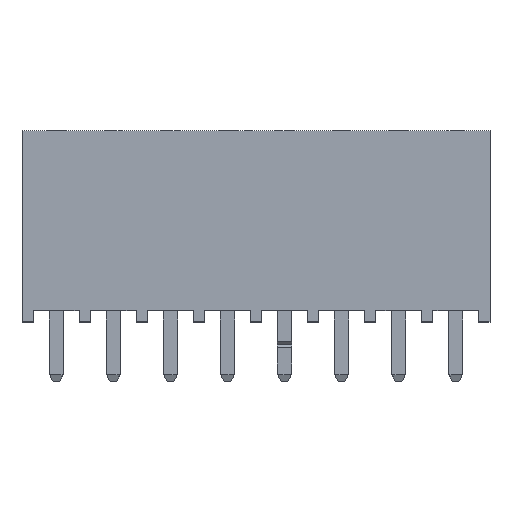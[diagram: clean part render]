
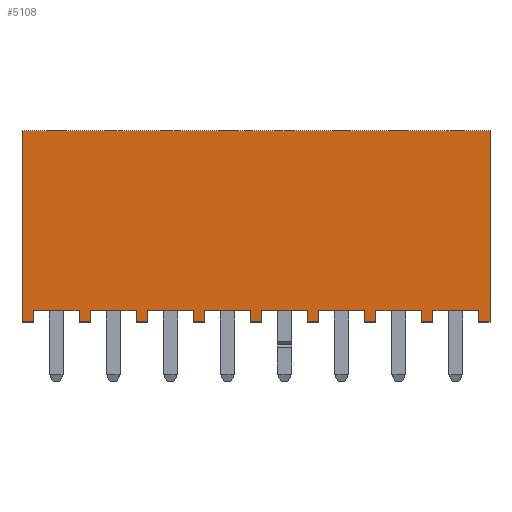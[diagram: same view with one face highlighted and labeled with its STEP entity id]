
A CAD part, top view. The second image highlights one B-rep face of the part: STEP entity #5108.
In plain terms, the highlighted planar face has unit normal (0, 0, 1).
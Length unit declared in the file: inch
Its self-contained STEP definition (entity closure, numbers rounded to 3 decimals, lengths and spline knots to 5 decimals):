
#67=ORIENTED_EDGE('',*,*,#1543,.F.);
#68=ORIENTED_EDGE('',*,*,#1544,.T.);
#69=ORIENTED_EDGE('',*,*,#1545,.F.);
#70=ORIENTED_EDGE('',*,*,#1546,.F.);
#71=ORIENTED_EDGE('',*,*,#1547,.T.);
#72=ORIENTED_EDGE('',*,*,#1548,.T.);
#73=ORIENTED_EDGE('',*,*,#1549,.F.);
#74=ORIENTED_EDGE('',*,*,#1550,.F.);
#75=ORIENTED_EDGE('',*,*,#1551,.F.);
#76=ORIENTED_EDGE('',*,*,#1552,.T.);
#77=ORIENTED_EDGE('',*,*,#1553,.F.);
#78=ORIENTED_EDGE('',*,*,#1554,.F.);
#79=ORIENTED_EDGE('',*,*,#1555,.F.);
#80=ORIENTED_EDGE('',*,*,#1556,.T.);
#81=ORIENTED_EDGE('',*,*,#1557,.F.);
#82=ORIENTED_EDGE('',*,*,#1558,.F.);
#83=ORIENTED_EDGE('',*,*,#1559,.F.);
#84=ORIENTED_EDGE('',*,*,#1560,.T.);
#85=ORIENTED_EDGE('',*,*,#1561,.F.);
#86=ORIENTED_EDGE('',*,*,#1562,.F.);
#87=ORIENTED_EDGE('',*,*,#1563,.F.);
#88=ORIENTED_EDGE('',*,*,#1564,.T.);
#89=ORIENTED_EDGE('',*,*,#1565,.F.);
#90=ORIENTED_EDGE('',*,*,#1566,.F.);
#91=ORIENTED_EDGE('',*,*,#1567,.F.);
#92=ORIENTED_EDGE('',*,*,#1568,.T.);
#93=ORIENTED_EDGE('',*,*,#1569,.F.);
#94=ORIENTED_EDGE('',*,*,#1570,.F.);
#95=ORIENTED_EDGE('',*,*,#1571,.F.);
#96=ORIENTED_EDGE('',*,*,#1572,.T.);
#97=ORIENTED_EDGE('',*,*,#1573,.F.);
#98=ORIENTED_EDGE('',*,*,#1574,.F.);
#99=ORIENTED_EDGE('',*,*,#1575,.F.);
#100=ORIENTED_EDGE('',*,*,#1576,.T.);
#101=ORIENTED_EDGE('',*,*,#1577,.F.);
#102=ORIENTED_EDGE('',*,*,#1578,.F.);
#1543=EDGE_CURVE('',#2281,#2282,#2773,.T.);
#1544=EDGE_CURVE('',#2281,#2283,#2774,.T.);
#1545=EDGE_CURVE('',#2284,#2283,#2775,.T.);
#1546=EDGE_CURVE('',#2285,#2284,#2776,.T.);
#1547=EDGE_CURVE('',#2285,#2286,#2777,.T.);
#1548=EDGE_CURVE('',#2286,#2287,#2778,.T.);
#1549=EDGE_CURVE('',#2288,#2287,#2779,.T.);
#1550=EDGE_CURVE('',#2289,#2288,#2780,.T.);
#1551=EDGE_CURVE('',#2290,#2289,#2781,.T.);
#1552=EDGE_CURVE('',#2290,#2291,#2782,.T.);
#1553=EDGE_CURVE('',#2292,#2291,#2783,.T.);
#1554=EDGE_CURVE('',#2293,#2292,#2784,.T.);
#1555=EDGE_CURVE('',#2294,#2293,#2785,.T.);
#1556=EDGE_CURVE('',#2294,#2295,#2786,.T.);
#1557=EDGE_CURVE('',#2296,#2295,#2787,.T.);
#1558=EDGE_CURVE('',#2297,#2296,#2788,.T.);
#1559=EDGE_CURVE('',#2298,#2297,#2789,.T.);
#1560=EDGE_CURVE('',#2298,#2299,#2790,.T.);
#1561=EDGE_CURVE('',#2300,#2299,#2791,.T.);
#1562=EDGE_CURVE('',#2301,#2300,#2792,.T.);
#1563=EDGE_CURVE('',#2302,#2301,#2793,.T.);
#1564=EDGE_CURVE('',#2302,#2303,#2794,.T.);
#1565=EDGE_CURVE('',#2304,#2303,#2795,.T.);
#1566=EDGE_CURVE('',#2305,#2304,#2796,.T.);
#1567=EDGE_CURVE('',#2306,#2305,#2797,.T.);
#1568=EDGE_CURVE('',#2306,#2307,#2798,.T.);
#1569=EDGE_CURVE('',#2308,#2307,#2799,.T.);
#1570=EDGE_CURVE('',#2309,#2308,#2800,.T.);
#1571=EDGE_CURVE('',#2310,#2309,#2801,.T.);
#1572=EDGE_CURVE('',#2310,#2311,#2802,.T.);
#1573=EDGE_CURVE('',#2312,#2311,#2803,.T.);
#1574=EDGE_CURVE('',#2313,#2312,#2804,.T.);
#1575=EDGE_CURVE('',#2314,#2313,#2805,.T.);
#1576=EDGE_CURVE('',#2314,#2315,#2806,.T.);
#1577=EDGE_CURVE('',#2316,#2315,#2807,.T.);
#1578=EDGE_CURVE('',#2282,#2316,#2808,.T.);
#2281=VERTEX_POINT('',#7019);
#2282=VERTEX_POINT('',#7020);
#2283=VERTEX_POINT('',#7022);
#2284=VERTEX_POINT('',#7024);
#2285=VERTEX_POINT('',#7026);
#2286=VERTEX_POINT('',#7028);
#2287=VERTEX_POINT('',#7030);
#2288=VERTEX_POINT('',#7032);
#2289=VERTEX_POINT('',#7034);
#2290=VERTEX_POINT('',#7036);
#2291=VERTEX_POINT('',#7038);
#2292=VERTEX_POINT('',#7040);
#2293=VERTEX_POINT('',#7042);
#2294=VERTEX_POINT('',#7044);
#2295=VERTEX_POINT('',#7046);
#2296=VERTEX_POINT('',#7048);
#2297=VERTEX_POINT('',#7050);
#2298=VERTEX_POINT('',#7052);
#2299=VERTEX_POINT('',#7054);
#2300=VERTEX_POINT('',#7056);
#2301=VERTEX_POINT('',#7058);
#2302=VERTEX_POINT('',#7060);
#2303=VERTEX_POINT('',#7062);
#2304=VERTEX_POINT('',#7064);
#2305=VERTEX_POINT('',#7066);
#2306=VERTEX_POINT('',#7068);
#2307=VERTEX_POINT('',#7070);
#2308=VERTEX_POINT('',#7072);
#2309=VERTEX_POINT('',#7074);
#2310=VERTEX_POINT('',#7076);
#2311=VERTEX_POINT('',#7078);
#2312=VERTEX_POINT('',#7080);
#2313=VERTEX_POINT('',#7082);
#2314=VERTEX_POINT('',#7084);
#2315=VERTEX_POINT('',#7086);
#2316=VERTEX_POINT('',#7088);
#2773=LINE('',#7018,#3511);
#2774=LINE('',#7021,#3512);
#2775=LINE('',#7023,#3513);
#2776=LINE('',#7025,#3514);
#2777=LINE('',#7027,#3515);
#2778=LINE('',#7029,#3516);
#2779=LINE('',#7031,#3517);
#2780=LINE('',#7033,#3518);
#2781=LINE('',#7035,#3519);
#2782=LINE('',#7037,#3520);
#2783=LINE('',#7039,#3521);
#2784=LINE('',#7041,#3522);
#2785=LINE('',#7043,#3523);
#2786=LINE('',#7045,#3524);
#2787=LINE('',#7047,#3525);
#2788=LINE('',#7049,#3526);
#2789=LINE('',#7051,#3527);
#2790=LINE('',#7053,#3528);
#2791=LINE('',#7055,#3529);
#2792=LINE('',#7057,#3530);
#2793=LINE('',#7059,#3531);
#2794=LINE('',#7061,#3532);
#2795=LINE('',#7063,#3533);
#2796=LINE('',#7065,#3534);
#2797=LINE('',#7067,#3535);
#2798=LINE('',#7069,#3536);
#2799=LINE('',#7071,#3537);
#2800=LINE('',#7073,#3538);
#2801=LINE('',#7075,#3539);
#2802=LINE('',#7077,#3540);
#2803=LINE('',#7079,#3541);
#2804=LINE('',#7081,#3542);
#2805=LINE('',#7083,#3543);
#2806=LINE('',#7085,#3544);
#2807=LINE('',#7087,#3545);
#2808=LINE('',#7089,#3546);
#3511=VECTOR('',#5709,39.37008);
#3512=VECTOR('',#5710,39.37008);
#3513=VECTOR('',#5711,39.37008);
#3514=VECTOR('',#5712,39.37008);
#3515=VECTOR('',#5713,39.37008);
#3516=VECTOR('',#5714,39.37008);
#3517=VECTOR('',#5715,39.37008);
#3518=VECTOR('',#5716,39.37008);
#3519=VECTOR('',#5717,39.37008);
#3520=VECTOR('',#5718,39.37008);
#3521=VECTOR('',#5719,39.37008);
#3522=VECTOR('',#5720,39.37008);
#3523=VECTOR('',#5721,39.37008);
#3524=VECTOR('',#5722,39.37008);
#3525=VECTOR('',#5723,39.37008);
#3526=VECTOR('',#5724,39.37008);
#3527=VECTOR('',#5725,39.37008);
#3528=VECTOR('',#5726,39.37008);
#3529=VECTOR('',#5727,39.37008);
#3530=VECTOR('',#5728,39.37008);
#3531=VECTOR('',#5729,39.37008);
#3532=VECTOR('',#5730,39.37008);
#3533=VECTOR('',#5731,39.37008);
#3534=VECTOR('',#5732,39.37008);
#3535=VECTOR('',#5733,39.37008);
#3536=VECTOR('',#5734,39.37008);
#3537=VECTOR('',#5735,39.37008);
#3538=VECTOR('',#5736,39.37008);
#3539=VECTOR('',#5737,39.37008);
#3540=VECTOR('',#5738,39.37008);
#3541=VECTOR('',#5739,39.37008);
#3542=VECTOR('',#5740,39.37008);
#3543=VECTOR('',#5741,39.37008);
#3544=VECTOR('',#5742,39.37008);
#3545=VECTOR('',#5743,39.37008);
#3546=VECTOR('',#5744,39.37008);
#4214=EDGE_LOOP('',(#67,#68,#69,#70,#71,#72,#73,#74,#75,#76,#77,#78,#79,
#80,#81,#82,#83,#84,#85,#86,#87,#88,#89,#90,#91,#92,#93,#94,#95,#96,#97,
#98,#99,#100,#101,#102));
#4528=FACE_BOUND('',#4214,.T.);
#4842=PLANE('',#5400);
#5108=ADVANCED_FACE('',(#4528),#4842,.F.);
#5400=AXIS2_PLACEMENT_3D('',#7017,#5707,#5708);
#5707=DIRECTION('',(0.,0.,-1.));
#5708=DIRECTION('',(-1.,0.,0.));
#5709=DIRECTION('',(0.,1.,0.));
#5710=DIRECTION('',(1.,0.,0.));
#5711=DIRECTION('',(0.,-1.,0.));
#5712=DIRECTION('',(1.,0.,0.));
#5713=DIRECTION('',(0.,-1.,0.));
#5714=DIRECTION('',(1.,0.,0.));
#5715=DIRECTION('',(0.,-1.,0.));
#5716=DIRECTION('',(-1.,0.,0.));
#5717=DIRECTION('',(0.,1.,0.));
#5718=DIRECTION('',(1.,0.,0.));
#5719=DIRECTION('',(0.,-1.,0.));
#5720=DIRECTION('',(-1.,0.,0.));
#5721=DIRECTION('',(0.,1.,0.));
#5722=DIRECTION('',(1.,0.,0.));
#5723=DIRECTION('',(0.,-1.,0.));
#5724=DIRECTION('',(-1.,0.,0.));
#5725=DIRECTION('',(0.,1.,0.));
#5726=DIRECTION('',(1.,0.,0.));
#5727=DIRECTION('',(0.,-1.,0.));
#5728=DIRECTION('',(-1.,0.,0.));
#5729=DIRECTION('',(0.,1.,0.));
#5730=DIRECTION('',(1.,0.,0.));
#5731=DIRECTION('',(0.,-1.,0.));
#5732=DIRECTION('',(-1.,0.,0.));
#5733=DIRECTION('',(0.,1.,0.));
#5734=DIRECTION('',(1.,0.,0.));
#5735=DIRECTION('',(0.,-1.,0.));
#5736=DIRECTION('',(-1.,0.,0.));
#5737=DIRECTION('',(0.,1.,0.));
#5738=DIRECTION('',(1.,0.,0.));
#5739=DIRECTION('',(0.,-1.,0.));
#5740=DIRECTION('',(-1.,0.,0.));
#5741=DIRECTION('',(0.,1.,0.));
#5742=DIRECTION('',(1.,0.,0.));
#5743=DIRECTION('',(0.,-1.,0.));
#5744=DIRECTION('',(-1.,0.,0.));
#7017=CARTESIAN_POINT('',(-0.41,0.335,0.0975));
#7018=CARTESIAN_POINT('',(0.39,0.335,0.0975));
#7019=CARTESIAN_POINT('',(0.39,0.,0.0975));
#7020=CARTESIAN_POINT('',(0.39,0.02,0.0975));
#7021=CARTESIAN_POINT('',(-0.41,0.,0.0975));
#7022=CARTESIAN_POINT('',(0.41,0.,0.0975));
#7023=CARTESIAN_POINT('',(0.41,0.335,0.0975));
#7024=CARTESIAN_POINT('',(0.41,0.335,0.0975));
#7025=CARTESIAN_POINT('',(-0.41,0.335,0.0975));
#7026=CARTESIAN_POINT('',(-0.41,0.335,0.0975));
#7027=CARTESIAN_POINT('',(-0.41,0.335,0.0975));
#7028=CARTESIAN_POINT('',(-0.41,0.,0.0975));
#7029=CARTESIAN_POINT('',(-0.41,0.,0.0975));
#7030=CARTESIAN_POINT('',(-0.39,0.,0.0975));
#7031=CARTESIAN_POINT('',(-0.39,0.335,0.0975));
#7032=CARTESIAN_POINT('',(-0.39,0.02,0.0975));
#7033=CARTESIAN_POINT('',(-0.41,0.02,0.0975));
#7034=CARTESIAN_POINT('',(-0.31,0.02,0.0975));
#7035=CARTESIAN_POINT('',(-0.31,0.335,0.0975));
#7036=CARTESIAN_POINT('',(-0.31,0.,0.0975));
#7037=CARTESIAN_POINT('',(-0.41,0.,0.0975));
#7038=CARTESIAN_POINT('',(-0.29,0.,0.0975));
#7039=CARTESIAN_POINT('',(-0.29,0.335,0.0975));
#7040=CARTESIAN_POINT('',(-0.29,0.02,0.0975));
#7041=CARTESIAN_POINT('',(-0.41,0.02,0.0975));
#7042=CARTESIAN_POINT('',(-0.21,0.02,0.0975));
#7043=CARTESIAN_POINT('',(-0.21,0.335,0.0975));
#7044=CARTESIAN_POINT('',(-0.21,0.,0.0975));
#7045=CARTESIAN_POINT('',(-0.41,0.,0.0975));
#7046=CARTESIAN_POINT('',(-0.19,0.,0.0975));
#7047=CARTESIAN_POINT('',(-0.19,0.335,0.0975));
#7048=CARTESIAN_POINT('',(-0.19,0.02,0.0975));
#7049=CARTESIAN_POINT('',(-0.41,0.02,0.0975));
#7050=CARTESIAN_POINT('',(-0.11,0.02,0.0975));
#7051=CARTESIAN_POINT('',(-0.11,0.335,0.0975));
#7052=CARTESIAN_POINT('',(-0.11,0.,0.0975));
#7053=CARTESIAN_POINT('',(-0.41,0.,0.0975));
#7054=CARTESIAN_POINT('',(-0.09,0.,0.0975));
#7055=CARTESIAN_POINT('',(-0.09,0.335,0.0975));
#7056=CARTESIAN_POINT('',(-0.09,0.02,0.0975));
#7057=CARTESIAN_POINT('',(-0.41,0.02,0.0975));
#7058=CARTESIAN_POINT('',(-0.01,0.02,0.0975));
#7059=CARTESIAN_POINT('',(-0.01,0.335,0.0975));
#7060=CARTESIAN_POINT('',(-0.01,0.,0.0975));
#7061=CARTESIAN_POINT('',(-0.41,0.,0.0975));
#7062=CARTESIAN_POINT('',(0.01,0.,0.0975));
#7063=CARTESIAN_POINT('',(0.01,0.335,0.0975));
#7064=CARTESIAN_POINT('',(0.01,0.02,0.0975));
#7065=CARTESIAN_POINT('',(-0.41,0.02,0.0975));
#7066=CARTESIAN_POINT('',(0.09,0.02,0.0975));
#7067=CARTESIAN_POINT('',(0.09,0.335,0.0975));
#7068=CARTESIAN_POINT('',(0.09,0.,0.0975));
#7069=CARTESIAN_POINT('',(-0.41,0.,0.0975));
#7070=CARTESIAN_POINT('',(0.11,0.,0.0975));
#7071=CARTESIAN_POINT('',(0.11,0.335,0.0975));
#7072=CARTESIAN_POINT('',(0.11,0.02,0.0975));
#7073=CARTESIAN_POINT('',(-0.41,0.02,0.0975));
#7074=CARTESIAN_POINT('',(0.19,0.02,0.0975));
#7075=CARTESIAN_POINT('',(0.19,0.335,0.0975));
#7076=CARTESIAN_POINT('',(0.19,0.,0.0975));
#7077=CARTESIAN_POINT('',(-0.41,0.,0.0975));
#7078=CARTESIAN_POINT('',(0.21,0.,0.0975));
#7079=CARTESIAN_POINT('',(0.21,0.335,0.0975));
#7080=CARTESIAN_POINT('',(0.21,0.02,0.0975));
#7081=CARTESIAN_POINT('',(-0.41,0.02,0.0975));
#7082=CARTESIAN_POINT('',(0.29,0.02,0.0975));
#7083=CARTESIAN_POINT('',(0.29,0.335,0.0975));
#7084=CARTESIAN_POINT('',(0.29,0.,0.0975));
#7085=CARTESIAN_POINT('',(-0.41,0.,0.0975));
#7086=CARTESIAN_POINT('',(0.31,0.,0.0975));
#7087=CARTESIAN_POINT('',(0.31,0.335,0.0975));
#7088=CARTESIAN_POINT('',(0.31,0.02,0.0975));
#7089=CARTESIAN_POINT('',(-0.41,0.02,0.0975));
